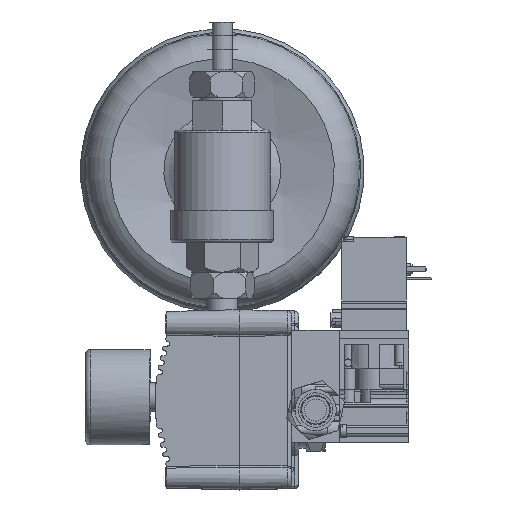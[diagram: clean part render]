
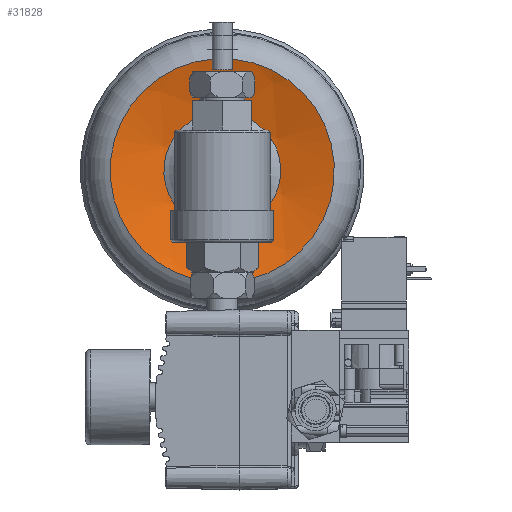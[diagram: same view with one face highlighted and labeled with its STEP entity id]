
A CAD part, left-side view. The second image highlights one B-rep face of the part: STEP entity #31828.
In plain terms, the highlighted spherical face has radius 137.607 mm.
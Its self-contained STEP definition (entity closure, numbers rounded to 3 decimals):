
#49=SPHERICAL_SURFACE('',#34764,137.607);
#3958=FACE_OUTER_BOUND('',#5946,.T.);
#5946=EDGE_LOOP('',(#27059,#27060));
#12983=CIRCLE('',#34765,46.972);
#12984=CIRCLE('',#34766,46.972);
#15287=VERTEX_POINT('',#70982);
#15288=VERTEX_POINT('',#70983);
#19414=EDGE_CURVE('',#15287,#15288,#12983,.T.);
#19415=EDGE_CURVE('',#15288,#15287,#12984,.T.);
#27059=ORIENTED_EDGE('',*,*,#19414,.T.);
#27060=ORIENTED_EDGE('',*,*,#19415,.T.);
#31828=ADVANCED_FACE('',(#3958),#49,.T.);
#34764=AXIS2_PLACEMENT_3D('',#70981,#41898,#41899);
#34765=AXIS2_PLACEMENT_3D('',#70984,#41900,#41901);
#34766=AXIS2_PLACEMENT_3D('',#70985,#41902,#41903);
#41898=DIRECTION('center_axis',(0.,0.997,
-0.071));
#41899=DIRECTION('ref_axis',(1.,0.,0.));
#41900=DIRECTION('center_axis',(1.,0.,0.));
#41901=DIRECTION('ref_axis',(0.,-0.997,0.071));
#41902=DIRECTION('center_axis',(1.,0.,0.));
#41903=DIRECTION('ref_axis',(0.,-0.997,0.071));
#70981=CARTESIAN_POINT('Origin',(-109.262,-12.,96.));
#70982=CARTESIAN_POINT('',(20.08,-15.34,49.147));
#70983=CARTESIAN_POINT('',(20.08,34.853,92.66));
#70984=CARTESIAN_POINT('Origin',(20.08,-12.,96.));
#70985=CARTESIAN_POINT('Origin',(20.08,-12.,96.));
